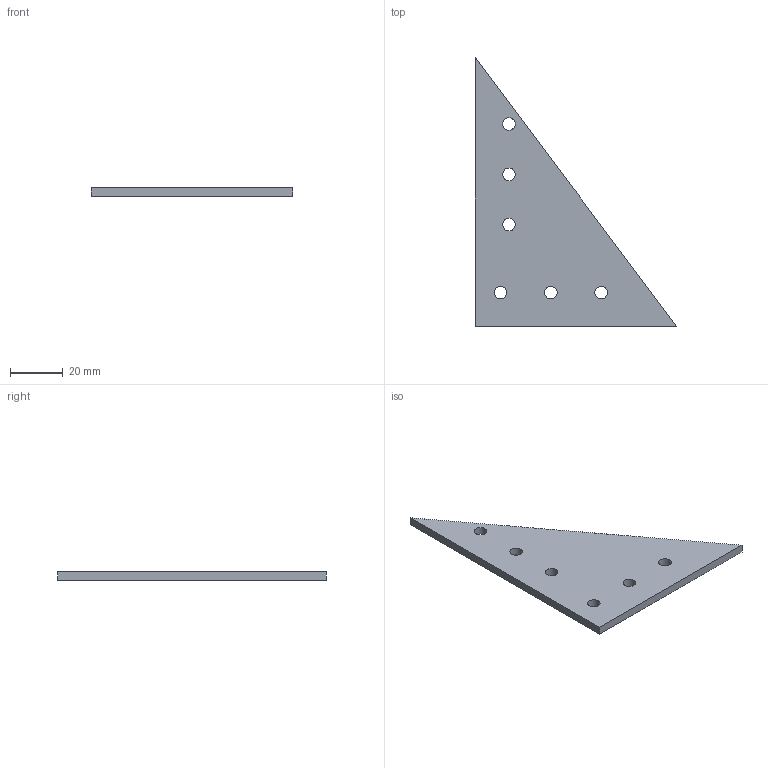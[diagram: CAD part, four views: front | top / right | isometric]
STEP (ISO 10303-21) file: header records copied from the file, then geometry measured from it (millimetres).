
FILE_DESCRIPTION (( 'STEP AP214' ), '1' );
FILE_NAME ('Gusset.STEP', '2013-01-18T02:45:41', ( '' ), ( '' ), 'SwSTEP 2.0', 'SolidWorks 2012', '' );
FILE_SCHEMA (( 'AUTOMOTIVE_DESIGN' ));
Length unit declared in the file: inch
Products named in the file (1): Gusset
Bounding box: 76.2 x 101.6 x 3.17 mm (x, y, z)
Volume: 11950.9 mm3; surface area: 8780.9 mm2
Topology: 1 solids, 1 shells, 17 faces, 45 edges, 30 vertices
Faces by surface type: cylinder 12, plane 5
Entity records: 607 total; most frequent: DIRECTION 105, CARTESIAN_POINT 93, ORIENTED_EDGE 90, EDGE_CURVE 45, AXIS2_PLACEMENT_3D 42, VERTEX_POINT 30, EDGE_LOOP 29, CIRCLE 24
